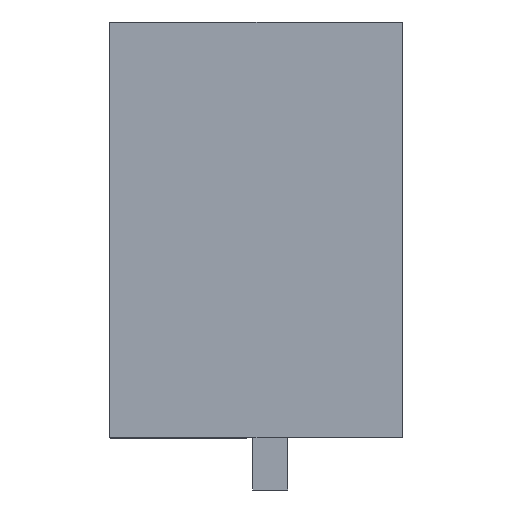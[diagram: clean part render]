
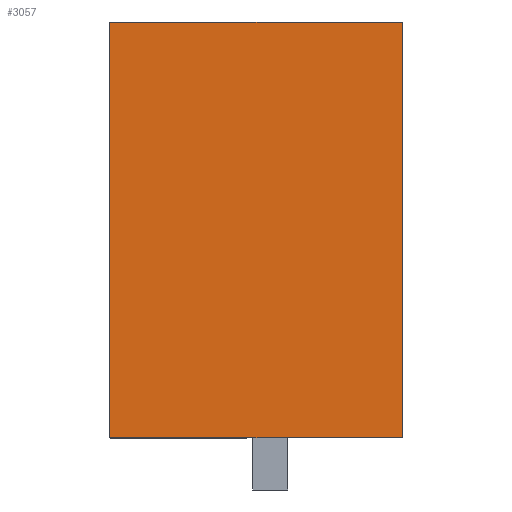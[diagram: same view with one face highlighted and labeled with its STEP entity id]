
A CAD part, left-side view. The second image highlights one B-rep face of the part: STEP entity #3057.
In plain terms, the highlighted planar face has unit normal (-1, 0, 0).
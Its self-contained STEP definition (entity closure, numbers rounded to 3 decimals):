
#3037=AXIS2_PLACEMENT_3D('Plane Axis2P3D',#3034,#3035,#3036) ;
#1081=CARTESIAN_POINT('Vertex',(0.,0.,1.5)) ;
#1084=CARTESIAN_POINT('Line Origine',(0.,4.215,1.5)) ;
#1088=CARTESIAN_POINT('Vertex',(0.,8.43,1.5)) ;
#2870=CARTESIAN_POINT('Line Origine',(0.,0.,7.5)) ;
#2874=CARTESIAN_POINT('Vertex',(0.,0.,13.5)) ;
#3034=CARTESIAN_POINT('Axis2P3D Location',(0.,8.43,13.5)) ;
#3039=CARTESIAN_POINT('Line Origine',(0.,4.215,13.5)) ;
#3043=CARTESIAN_POINT('Vertex',(0.,8.43,13.5)) ;
#3046=CARTESIAN_POINT('Line Origine',(0.,8.43,7.5)) ;
#1085=DIRECTION('Vector Direction',(0.,-1.,0.)) ;
#2871=DIRECTION('Vector Direction',(0.,0.,-1.)) ;
#3035=DIRECTION('Axis2P3D Direction',(-1.,0.,0.)) ;
#3036=DIRECTION('Axis2P3D XDirection',(0.,0.,1.)) ;
#3040=DIRECTION('Vector Direction',(0.,-1.,0.)) ;
#3047=DIRECTION('Vector Direction',(0.,0.,-1.)) ;
#1086=VECTOR('Line Direction',#1085,1.) ;
#2872=VECTOR('Line Direction',#2871,1.) ;
#3041=VECTOR('Line Direction',#3040,1.) ;
#3048=VECTOR('Line Direction',#3047,1.) ;
#3052=ORIENTED_EDGE('',*,*,#3045,.F.) ;
#3053=ORIENTED_EDGE('',*,*,#3050,.T.) ;
#3054=ORIENTED_EDGE('',*,*,#1090,.T.) ;
#3055=ORIENTED_EDGE('',*,*,#2876,.F.) ;
#3057=ADVANCED_FACE('HOUSING',(#3056),#3038,.T.) ;
#1090=EDGE_CURVE('',#1089,#1082,#1087,.T.) ;
#2876=EDGE_CURVE('',#2875,#1082,#2873,.T.) ;
#3045=EDGE_CURVE('',#3044,#2875,#3042,.T.) ;
#3050=EDGE_CURVE('',#3044,#1089,#3049,.T.) ;
#3051=EDGE_LOOP('',(#3052,#3053,#3054,#3055)) ;
#3056=FACE_OUTER_BOUND('',#3051,.T.) ;
#1087=LINE('Line',#1084,#1086) ;
#2873=LINE('Line',#2870,#2872) ;
#3042=LINE('Line',#3039,#3041) ;
#3049=LINE('Line',#3046,#3048) ;
#3038=PLANE('',#3037) ;
#1082=VERTEX_POINT('',#1081) ;
#1089=VERTEX_POINT('',#1088) ;
#2875=VERTEX_POINT('',#2874) ;
#3044=VERTEX_POINT('',#3043) ;
